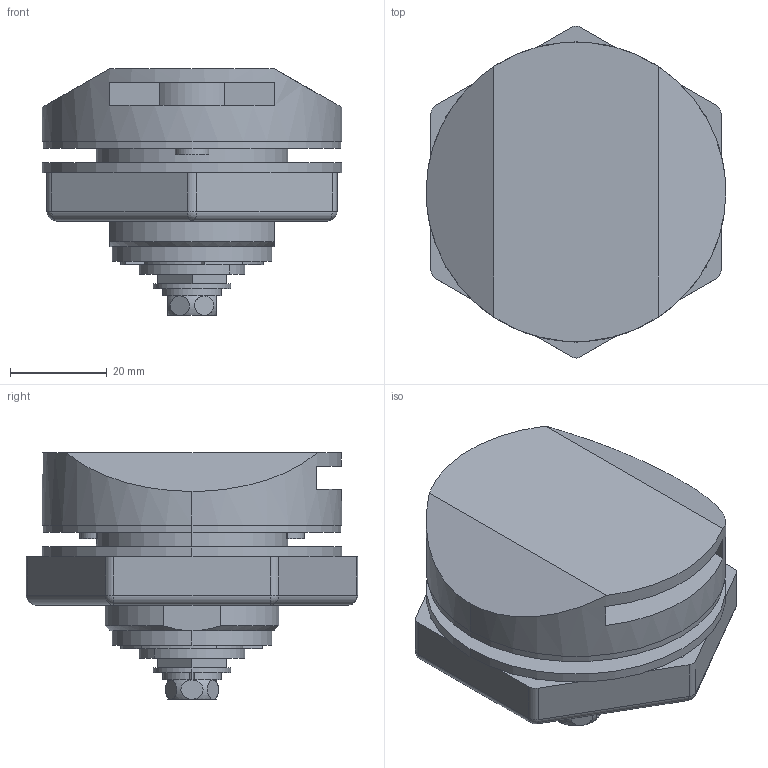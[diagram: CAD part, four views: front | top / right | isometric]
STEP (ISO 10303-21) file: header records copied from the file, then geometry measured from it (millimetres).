
FILE_DESCRIPTION (( 'STEP AP203' ), '1' );
FILE_NAME ('A-1312-1.STEP', '2019-04-08T09:25:58', ( '' ), ( '' ), 'SwSTEP 2.0', 'SolidWorks 2014', '' );
FILE_SCHEMA (( 'CONFIG_CONTROL_DESIGN' ));
Length unit declared in the file: millimetre
Products named in the file (12): A-1312-1_本体; A-1312-1_角ワッシャー; A-1312-1_六角ナット; 十字穴付き六角ボルトM6（SW･平W付）; スプリングワッシャーM6_JIS B 1251 No.2 6; A-1312-1_ベース; A-1312-1パッキン; A-1312-1; 暯儚僢僔儍乕M6暲娵_M6-冇16亊冇6.5亊t1; A-1312-1_カム; A-1312-1_ワッシャー; 廫帤寠晅偒榋妏儃儖僩M6_M6亊14
Assembly tree (11 placements, depth 3):
  A-1312-1
    A-1312-1_本体
    A-1312-1_ベース
    A-1312-1_ワッシャー
    A-1312-1_六角ナット
    A-1312-1_カム
    A-1312-1_角ワッシャー
    A-1312-1パッキン
    十字穴付き六角ボルトM6（SW･平W付）
      廫帤寠晅偒榋妏儃儖僩M6_M6亊14
      スプリングワッシャーM6_JIS B 1251 No.2 6
      暯儚僢僔儍乕M6暲娵_M6-冇16亊冇6.5亊t1
Bounding box: 62 x 68.66 x 51 mm (x, y, z)
Volume: 77639.8 mm3; surface area: 46056.7 mm2
Topology: 10 solids, 10 shells, 215 faces, 492 edges, 316 vertices
Faces by surface type: plane 102, cylinder 95, torus 8, sphere 6, cone 4
Entity records: 7710 total; most frequent: CARTESIAN_POINT 1400, DIRECTION 1146, ORIENTED_EDGE 976, EDGE_CURVE 488, AXIS2_PLACEMENT_3D 448, VERTEX_POINT 314, LINE 250, EDGE_LOOP 250
